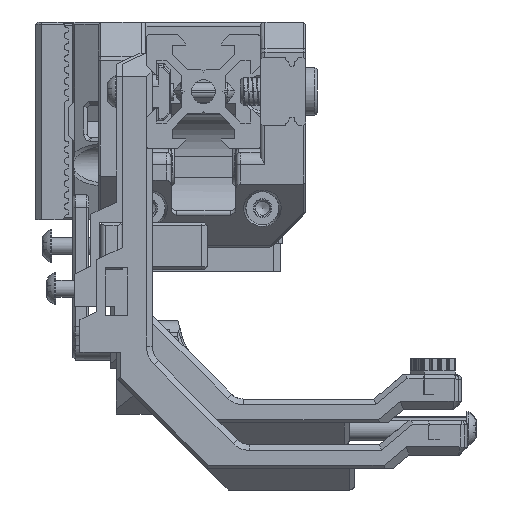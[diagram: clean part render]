
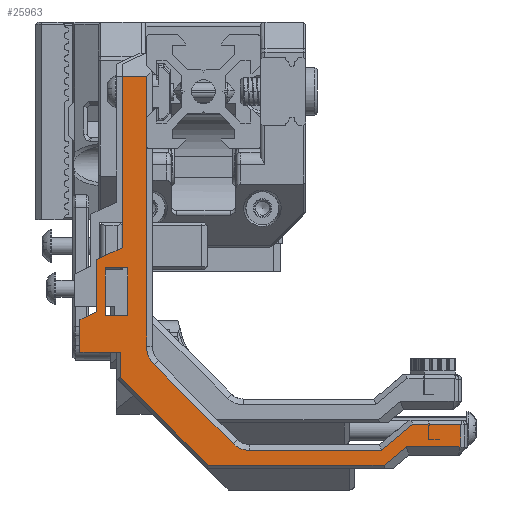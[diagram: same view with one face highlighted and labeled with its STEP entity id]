
A CAD part, left-side view. The second image highlights one B-rep face of the part: STEP entity #25963.
In plain terms, the highlighted planar face has unit normal (-1, 0, 0).
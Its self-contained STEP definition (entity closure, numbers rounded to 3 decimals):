
#204=ELLIPSE('',#27813,4.001,4.001);
#205=ELLIPSE('',#27817,1.018,0.72);
#296=(
BOUNDED_CURVE()
B_SPLINE_CURVE(2,(#40762,#40763,#40764),.UNSPECIFIED.,.F.,.F.)
B_SPLINE_CURVE_WITH_KNOTS((3,3),(0.081,0.117),
 .UNSPECIFIED.)
CURVE()
GEOMETRIC_REPRESENTATION_ITEM()
RATIONAL_B_SPLINE_CURVE((1.078,1.091,1.1))
REPRESENTATION_ITEM('')
);
#757=FACE_BOUND('',#3958,.T.);
#1319=PLANE('',#27915);
#2442=FACE_OUTER_BOUND('',#3957,.T.);
#3957=EDGE_LOOP('',(#20855,#20856,#20857,#20858,#20859,#20860,#20861,#20862,
#20863,#20864,#20865,#20866,#20867,#20868,#20869,#20870,#20871,#20872,#20873,
#20874,#20875,#20876));
#3958=EDGE_LOOP('',(#20877,#20878,#20879,#20880));
#5834=LINE('',#40555,#8430);
#5844=LINE('',#40581,#8440);
#5851=LINE('',#40593,#8447);
#5855=LINE('',#40607,#8451);
#5878=LINE('',#40661,#8474);
#5882=LINE('',#40670,#8478);
#5896=LINE('',#40699,#8492);
#5898=LINE('',#40704,#8494);
#5904=LINE('',#40717,#8500);
#5911=LINE('',#40737,#8507);
#5916=LINE('',#40748,#8512);
#5922=LINE('',#40793,#8518);
#5965=LINE('',#40886,#8561);
#5971=LINE('',#40901,#8567);
#6018=LINE('',#41025,#8614);
#6023=LINE('',#41043,#8619);
#6026=LINE('',#41054,#8622);
#6029=LINE('',#41062,#8625);
#6030=LINE('',#41064,#8626);
#6098=LINE('',#41708,#8694);
#6115=LINE('',#41750,#8711);
#6116=LINE('',#41751,#8712);
#8430=VECTOR('',#32097,10.);
#8440=VECTOR('',#32117,10.);
#8447=VECTOR('',#32130,10.);
#8451=VECTOR('',#32142,10.);
#8474=VECTOR('',#32185,10.);
#8478=VECTOR('',#32191,10.);
#8492=VECTOR('',#32215,10.);
#8494=VECTOR('',#32219,10.);
#8500=VECTOR('',#32235,10.);
#8507=VECTOR('',#32254,10.);
#8512=VECTOR('',#32261,10.);
#8518=VECTOR('',#32285,10.);
#8561=VECTOR('',#32364,10.);
#8567=VECTOR('',#32376,10.);
#8614=VECTOR('',#32493,10.);
#8619=VECTOR('',#32504,10.);
#8622=VECTOR('',#32513,10.);
#8625=VECTOR('',#32524,10.);
#8626=VECTOR('',#32527,10.);
#8694=VECTOR('',#32777,10.);
#8711=VECTOR('',#32804,10.);
#8712=VECTOR('',#32805,10.);
#10247=CIRCLE('',#27712,4.685);
#11754=VERTEX_POINT('',#40549);
#11756=VERTEX_POINT('',#40553);
#11766=VERTEX_POINT('',#40578);
#11767=VERTEX_POINT('',#40580);
#11768=VERTEX_POINT('',#40590);
#11769=VERTEX_POINT('',#40592);
#11771=VERTEX_POINT('',#40597);
#11772=VERTEX_POINT('',#40599);
#11774=VERTEX_POINT('',#40605);
#11775=VERTEX_POINT('',#40606);
#11798=VERTEX_POINT('',#40664);
#11800=VERTEX_POINT('',#40668);
#11808=VERTEX_POINT('',#40693);
#11810=VERTEX_POINT('',#40697);
#11812=VERTEX_POINT('',#40703);
#11821=VERTEX_POINT('',#40735);
#11823=VERTEX_POINT('',#40740);
#11826=VERTEX_POINT('',#40746);
#11830=VERTEX_POINT('',#40760);
#11831=VERTEX_POINT('',#40761);
#11838=VERTEX_POINT('',#40790);
#11911=VERTEX_POINT('',#41022);
#11916=VERTEX_POINT('',#41041);
#11918=VERTEX_POINT('',#41052);
#11997=VERTEX_POINT('',#41707);
#12017=VERTEX_POINT('',#41749);
#14783=EDGE_CURVE('',#11756,#11754,#5834,.F.);
#14794=EDGE_CURVE('',#11767,#11766,#5844,.T.);
#14801=EDGE_CURVE('',#11768,#11769,#5851,.F.);
#14804=EDGE_CURVE('',#11771,#11772,#10247,.T.);
#14807=EDGE_CURVE('',#11774,#11775,#5855,.F.);
#14834=EDGE_CURVE('',#11767,#11768,#5878,.T.);
#14838=EDGE_CURVE('',#11798,#11800,#5882,.T.);
#14852=EDGE_CURVE('',#11808,#11810,#5896,.F.);
#14854=EDGE_CURVE('',#11775,#11812,#5898,.T.);
#14861=EDGE_CURVE('',#11812,#11810,#5904,.T.);
#14871=EDGE_CURVE('',#11821,#11756,#5911,.F.);
#14876=EDGE_CURVE('',#11826,#11823,#5916,.F.);
#14882=EDGE_CURVE('',#11830,#11831,#296,.T.);
#14891=EDGE_CURVE('',#11823,#11838,#5922,.T.);
#14937=EDGE_CURVE('',#11808,#11800,#5965,.T.);
#14945=EDGE_CURVE('',#11769,#11766,#5971,.T.);
#15004=EDGE_CURVE('',#11911,#11826,#6018,.F.);
#15011=EDGE_CURVE('',#11772,#11916,#6023,.T.);
#15012=EDGE_CURVE('',#11916,#11911,#204,.T.);
#15016=EDGE_CURVE('',#11918,#11830,#6026,.F.);
#15019=EDGE_CURVE('',#11838,#11918,#205,.T.);
#15021=EDGE_CURVE('',#11754,#11774,#6029,.F.);
#15022=EDGE_CURVE('',#11831,#11821,#6030,.F.);
#15158=EDGE_CURVE('',#11798,#11997,#6098,.T.);
#15179=EDGE_CURVE('',#12017,#11771,#6115,.T.);
#15180=EDGE_CURVE('',#11997,#12017,#6116,.T.);
#20855=ORIENTED_EDGE('',*,*,#15179,.F.);
#20856=ORIENTED_EDGE('',*,*,#15180,.F.);
#20857=ORIENTED_EDGE('',*,*,#15158,.F.);
#20858=ORIENTED_EDGE('',*,*,#14838,.T.);
#20859=ORIENTED_EDGE('',*,*,#14937,.F.);
#20860=ORIENTED_EDGE('',*,*,#14852,.T.);
#20861=ORIENTED_EDGE('',*,*,#14861,.F.);
#20862=ORIENTED_EDGE('',*,*,#14854,.F.);
#20863=ORIENTED_EDGE('',*,*,#14807,.F.);
#20864=ORIENTED_EDGE('',*,*,#15021,.F.);
#20865=ORIENTED_EDGE('',*,*,#14783,.F.);
#20866=ORIENTED_EDGE('',*,*,#14871,.F.);
#20867=ORIENTED_EDGE('',*,*,#15022,.F.);
#20868=ORIENTED_EDGE('',*,*,#14882,.F.);
#20869=ORIENTED_EDGE('',*,*,#15016,.F.);
#20870=ORIENTED_EDGE('',*,*,#15019,.F.);
#20871=ORIENTED_EDGE('',*,*,#14891,.F.);
#20872=ORIENTED_EDGE('',*,*,#14876,.F.);
#20873=ORIENTED_EDGE('',*,*,#15004,.F.);
#20874=ORIENTED_EDGE('',*,*,#15012,.F.);
#20875=ORIENTED_EDGE('',*,*,#15011,.F.);
#20876=ORIENTED_EDGE('',*,*,#14804,.F.);
#20877=ORIENTED_EDGE('',*,*,#14794,.T.);
#20878=ORIENTED_EDGE('',*,*,#14945,.F.);
#20879=ORIENTED_EDGE('',*,*,#14801,.F.);
#20880=ORIENTED_EDGE('',*,*,#14834,.F.);
#25963=ADVANCED_FACE('',(#2442,#757),#1319,.F.);
#27712=AXIS2_PLACEMENT_3D('',#40600,#32135,#32136);
#27813=AXIS2_PLACEMENT_3D('',#41045,#32507,#32508);
#27817=AXIS2_PLACEMENT_3D('',#41059,#32519,#32520);
#27915=AXIS2_PLACEMENT_3D('',#41748,#32802,#32803);
#32097=DIRECTION('',(0.,-1.,0.));
#32117=DIRECTION('',(0.,1.,0.));
#32130=DIRECTION('',(0.,-1.,0.));
#32135=DIRECTION('center_axis',(-1.,0.,0.));
#32136=DIRECTION('ref_axis',(0.,0.924,-0.383));
#32142=DIRECTION('',(0.,0.,-1.));
#32185=DIRECTION('',(0.,0.,1.));
#32191=DIRECTION('',(0.,0.906,-0.423));
#32215=DIRECTION('',(0.,-0.906,0.423));
#32219=DIRECTION('',(0.,1.,0.));
#32235=DIRECTION('',(0.,0.,1.));
#32254=DIRECTION('',(0.,-0.766,0.643));
#32261=DIRECTION('',(0.,0.766,-0.643));
#32285=DIRECTION('',(0.,-1.,0.));
#32364=DIRECTION('',(0.,0.,1.));
#32376=DIRECTION('',(0.,0.,-1.));
#32493=DIRECTION('',(0.,1.,0.));
#32504=DIRECTION('',(0.,-0.707,-0.707));
#32507=DIRECTION('center_axis',(-1.,0.,0.));
#32508=DIRECTION('ref_axis',(0.,0.383,-0.924));
#32513=DIRECTION('',(0.,0.,1.));
#32519=DIRECTION('center_axis',(1.,0.,0.));
#32520=DIRECTION('ref_axis',(0.,-1.,0.));
#32524=DIRECTION('',(0.,-0.707,-0.707));
#32527=DIRECTION('',(0.,-1.,0.));
#32777=DIRECTION('',(0.,0.,1.));
#32802=DIRECTION('center_axis',(1.,0.,0.));
#32803=DIRECTION('ref_axis',(0.,-1.,0.));
#32804=DIRECTION('',(0.,0.,-1.));
#32805=DIRECTION('',(0.,-1.,0.));
#40549=CARTESIAN_POINT('',(75.909,288.276,43.697));
#40553=CARTESIAN_POINT('',(75.909,257.383,43.697));
#40555=CARTESIAN_POINT('',(75.909,295.259,43.697));
#40578=CARTESIAN_POINT('',(75.909,306.391,70.037));
#40580=CARTESIAN_POINT('',(75.909,302.391,70.037));
#40581=CARTESIAN_POINT('',(75.909,298.478,70.037));
#40590=CARTESIAN_POINT('',(75.909,302.391,78.365));
#40592=CARTESIAN_POINT('',(75.909,306.391,78.365));
#40593=CARTESIAN_POINT('',(75.909,298.478,78.365));
#40597=CARTESIAN_POINT('',(75.909,299.104,64.647));
#40599=CARTESIAN_POINT('',(75.909,297.732,61.334));
#40600=CARTESIAN_POINT('Origin',(75.909,294.42,64.647));
#40605=CARTESIAN_POINT('',(75.909,303.692,59.114));
#40606=CARTESIAN_POINT('',(75.909,303.692,63.548));
#40607=CARTESIAN_POINT('',(75.909,303.692,92.441));
#40661=CARTESIAN_POINT('',(75.909,302.391,83.321));
#40664=CARTESIAN_POINT('',(75.909,303.391,81.913));
#40668=CARTESIAN_POINT('',(75.909,307.891,79.815));
#40670=CARTESIAN_POINT('',(75.909,300.047,83.473));
#40693=CARTESIAN_POINT('',(75.909,307.891,70.654));
#40697=CARTESIAN_POINT('',(75.909,310.807,69.294));
#40699=CARTESIAN_POINT('',(75.909,301.649,73.565));
#40703=CARTESIAN_POINT('',(75.909,310.807,63.548));
#40704=CARTESIAN_POINT('',(75.909,309.427,63.548));
#40717=CARTESIAN_POINT('',(75.909,310.807,66.933));
#40735=CARTESIAN_POINT('',(75.909,253.514,46.944));
#40737=CARTESIAN_POINT('',(75.909,257.716,43.418));
#40740=CARTESIAN_POINT('',(75.909,252.357,50.911));
#40746=CARTESIAN_POINT('',(75.909,257.826,46.322));
#40748=CARTESIAN_POINT('',(75.909,258.995,45.341));
#40760=CARTESIAN_POINT('',(75.909,243.922,47.037));
#40761=CARTESIAN_POINT('',(75.909,244.26,46.944));
#40762=CARTESIAN_POINT('Ctrl Pts',(75.909,243.922,47.037));
#40763=CARTESIAN_POINT('Ctrl Pts',(75.909,244.098,46.975));
#40764=CARTESIAN_POINT('Ctrl Pts',(75.909,244.26,46.944));
#40790=CARTESIAN_POINT('',(75.909,243.926,50.911));
#40793=CARTESIAN_POINT('',(75.909,280.635,50.911));
#40886=CARTESIAN_POINT('',(75.909,307.891,86.808));
#40901=CARTESIAN_POINT('',(75.909,306.391,83.321));
#41022=CARTESIAN_POINT('',(75.909,281.063,46.322));
#41025=CARTESIAN_POINT('',(75.909,290.691,46.322));
#41041=CARTESIAN_POINT('',(75.909,283.892,47.494));
#41043=CARTESIAN_POINT('',(75.909,298.202,61.804));
#41045=CARTESIAN_POINT('Origin',(75.909,281.063,50.324));
#41052=CARTESIAN_POINT('',(75.909,243.922,50.844));
#41054=CARTESIAN_POINT('',(75.909,243.922,80.217));
#41059=CARTESIAN_POINT('Origin',(75.909,244.94,50.844));
#41062=CARTESIAN_POINT('',(75.909,314.937,70.359));
#41064=CARTESIAN_POINT('',(75.909,287.545,46.944));
#41707=CARTESIAN_POINT('',(75.909,303.391,112.009));
#41708=CARTESIAN_POINT('',(75.909,303.391,92.441));
#41748=CARTESIAN_POINT('Origin',(75.909,300.748,100.441));
#41749=CARTESIAN_POINT('',(75.909,299.104,112.009));
#41750=CARTESIAN_POINT('',(75.909,299.104,100.441));
#41751=CARTESIAN_POINT('',(75.909,300.748,112.009));
